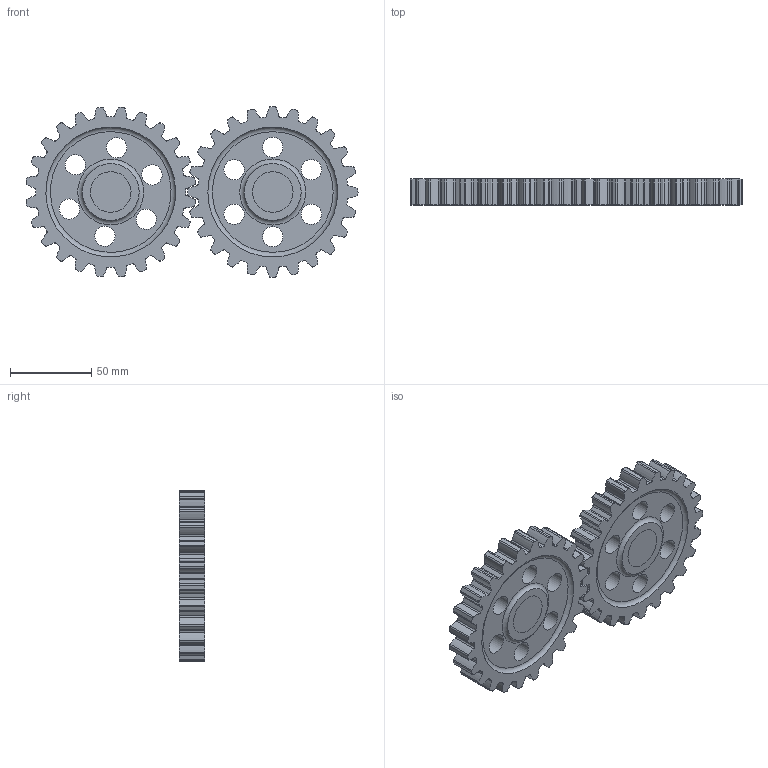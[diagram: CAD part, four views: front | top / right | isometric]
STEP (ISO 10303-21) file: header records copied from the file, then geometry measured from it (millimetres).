
FILE_DESCRIPTION(/* description */ (''),/* implementation_level */ '2;1');
FILE_NAME(/* name */ 'Spur Gear .step',/* time_stamp */ '2020-11-03T20:55:11+05:00',/* author */ (''),/* organization */ (''),/* preprocessor_version */ 'ST-DEVELOPER v18.1',/* originating_system */ 'Autodesk Translation Framework v9.3.0.1241',/* authorisation */ '');
FILE_SCHEMA (('AUTOMOTIVE_DESIGN { 1 0 10303 214 3 1 1 }'));
Length unit declared in the file: millimetre
Products named in the file (3): Spurrr Gear Final Drawing; Component2; Component1
Assembly tree (4 placements, depth 2):
  Spurrr Gear Final Drawing
    Component1  x2
    Component2  x2
Bounding box: 204.5 x 16 x 105 mm (x, y, z)
Volume: 196736.3 mm3; surface area: 55564.2 mm2
Topology: 4 solids, 4 shells, 424 faces, 1224 edges, 816 vertices
Faces by surface type: cylinder 400, plane 16, torus 8
Full cylindrical faces by diameter (mm): 12.5 x12, 25 x4
Entity records: 7357 total; most frequent: DIRECTION 1462, CARTESIAN_POINT 1239, ORIENTED_EDGE 1224, AXIS2_PLACEMENT_3D 631, EDGE_CURVE 612, CIRCLE 412, VERTEX_POINT 408, EDGE_LOOP 230
